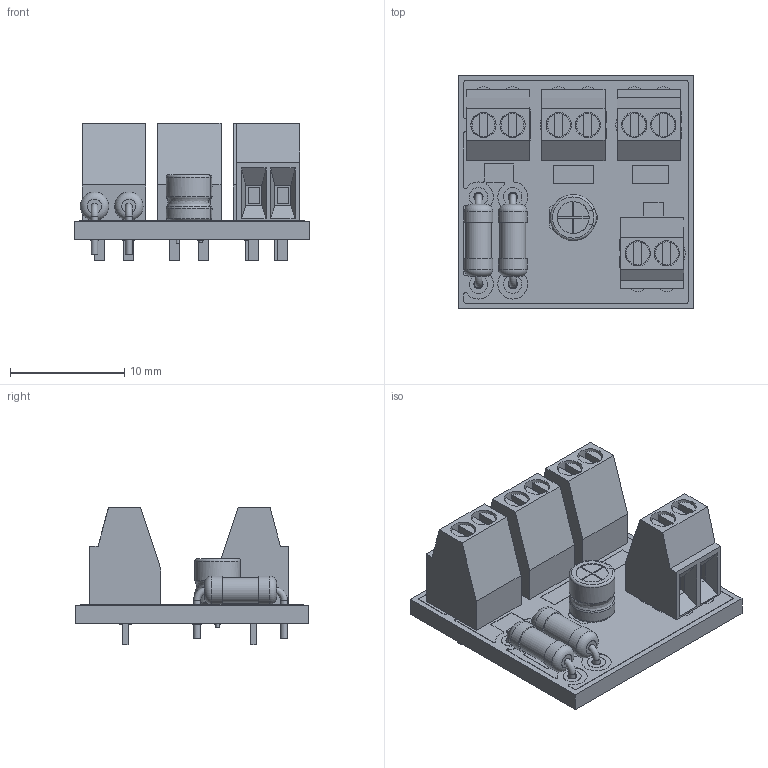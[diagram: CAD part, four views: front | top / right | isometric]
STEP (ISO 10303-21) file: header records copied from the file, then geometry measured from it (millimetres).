
FILE_DESCRIPTION(('KiCad electronic assembly'),'2;1');
FILE_NAME('fleshlight.step','2025-04-09T15:13:39',('Pcbnew'),('Kicad'), 'Open CASCADE STEP processor 7.7','KiCad to STEP converter','Unknown' );
FILE_SCHEMA(('AUTOMOTIVE_DESIGN { 1 0 10303 214 1 1 1 1 }'));
Length unit declared in the file: millimetre
Products named in the file (94): fleshlight 1; R_Axial_DIN0207_L6.3mm_D2.5mm_P7.62mm_Horizontal; R_Axial_DIN0207_L63mm_D25mm_P762mm_Horizontal; TerminalBlock_Phoenix_MPT-0,5-2-2.54_1x02_P2.54mm_Horizontal; TerminalBlock_Phoenix_MPT_05_2_254_1x02_P254mm_Horizontal; CP_Radial_D4.0mm_P2.00mm; CP_Radial_D40mm_P200mm; _autosave-fleshlight_track_1; _autosave-fleshlight_track_2; _autosave-fleshlight_track_3; _autosave-fleshlight_track_4; _autosave-fleshlight_track_5; _autosave-fleshlight_track_6; _autosave-fleshlight_track_7; _autosave-fleshlight_track_8; _autosave-fleshlight_track_9; _autosave-fleshlight_track_10; _autosave-fleshlight_track_11; _autosave-fleshlight_track_12; _autosave-fleshlight_track_13; _autosave-fleshlight_track_14; _autosave-fleshlight_track_15; _autosave-fleshlight_track_16; _autosave-fleshlight_track_17; _autosave-fleshlight_track_18; _autosave-fleshlight_track_19; _autosave-fleshlight_track_20; _autosave-fleshlight_track_21; _autosave-fleshlight_track_22; _autosave-fleshlight_track_23; _autosave-fleshlight_track_24; _autosave-fleshlight_track_25; _autosave-fleshlight_track_26; _autosave-fleshlight_zone_1; _autosave-fleshlight_zone_2; _autosave-fleshlight_pad_1; _autosave-fleshlight_pad_2; _autosave-fleshlight_pad_3; _autosave-fleshlight_pad_4; _autosave-fleshlight_pad_5 ...
Assembly tree (97 placements, depth 3):
  fleshlight 1
    R_Axial_DIN0207_L6.3mm_D2.5mm_P7.62mm_Horizontal  x2
      R_Axial_DIN0207_L63mm_D25mm_P762mm_Horizontal
    TerminalBlock_Phoenix_MPT-0,5-2-2.54_1x02_P2.54mm_Horizontal  x4
      TerminalBlock_Phoenix_MPT_05_2_254_1x02_P254mm_Horizontal
    CP_Radial_D4.0mm_P2.00mm
      CP_Radial_D40mm_P200mm
    _autosave-fleshlight_track_1
    _autosave-fleshlight_track_2
    _autosave-fleshlight_track_3
    _autosave-fleshlight_track_4
    _autosave-fleshlight_track_5
    _autosave-fleshlight_track_6
    _autosave-fleshlight_track_7
    _autosave-fleshlight_track_8
    _autosave-fleshlight_track_9
    _autosave-fleshlight_track_10
    _autosave-fleshlight_track_11
    _autosave-fleshlight_track_12
    _autosave-fleshlight_track_13
    _autosave-fleshlight_track_14
    _autosave-fleshlight_track_15
    _autosave-fleshlight_track_16
    _autosave-fleshlight_track_17
    _autosave-fleshlight_track_18
    _autosave-fleshlight_track_19
    _autosave-fleshlight_track_20
    _autosave-fleshlight_track_21
    _autosave-fleshlight_track_22
    _autosave-fleshlight_track_23
    _autosave-fleshlight_track_24
    _autosave-fleshlight_track_25
    _autosave-fleshlight_track_26
    _autosave-fleshlight_zone_1
    _autosave-fleshlight_zone_2
    _autosave-fleshlight_pad_1
    _autosave-fleshlight_pad_2
    _autosave-fleshlight_pad_3
    _autosave-fleshlight_pad_4
    _autosave-fleshlight_pad_5
    _autosave-fleshlight_pad_6
    _autosave-fleshlight_pad_7
    _autosave-fleshlight_pad_8
    _autosave-fleshlight_pad_9
    _autosave-fleshlight_pad_10
    _autosave-fleshlight_pad_11
    _autosave-fleshlight_pad_12
    _autosave-fleshlight_pad_13
    _autosave-fleshlight_pad_14
    _autosave-fleshlight_pad_15
    _autosave-fleshlight_pad_16
    _autosave-fleshlight_pad_17
    _autosave-fleshlight_pad_18
    _autosave-fleshlight_pad_19
    _autosave-fleshlight_pad_20
    _autosave-fleshlight_pad_21
    _autosave-fleshlight_pad_22
    _autosave-fleshlight_pad_23
    _autosave-fleshlight_pad_24
    _autosave-fleshlight_pad_25
Bounding box: 20.59 x 20.44 x 12 mm (x, y, z)
Volume: 1617.7 mm3; surface area: 4457.8 mm2
Topology: 90 solids, 116 shells, 2630 faces, 7084 edges, 4690 vertices
Faces by surface type: plane 2336, cylinder 238, bspline 40, torus 10, revolution 6
Full cylindrical faces by diameter (mm): 0.3 x2, 0.55 x11, 0.6 x8, 0.75 x18, 0.8 x8, 1.05 x40, 1.1 x46, 1.2 x2, 1.6 x4, 2 x8, 2.2 x16, 2.25 x2, 2.5 x4
Entity records: 77123 total; most frequent: CARTESIAN_POINT 14405, DIRECTION 11830, ORIENTED_EDGE 11441, EDGE_CURVE 6488, LINE 5974, VECTOR 5974, VERTEX_POINT 4310, AXIS2_PLACEMENT_3D 2925
